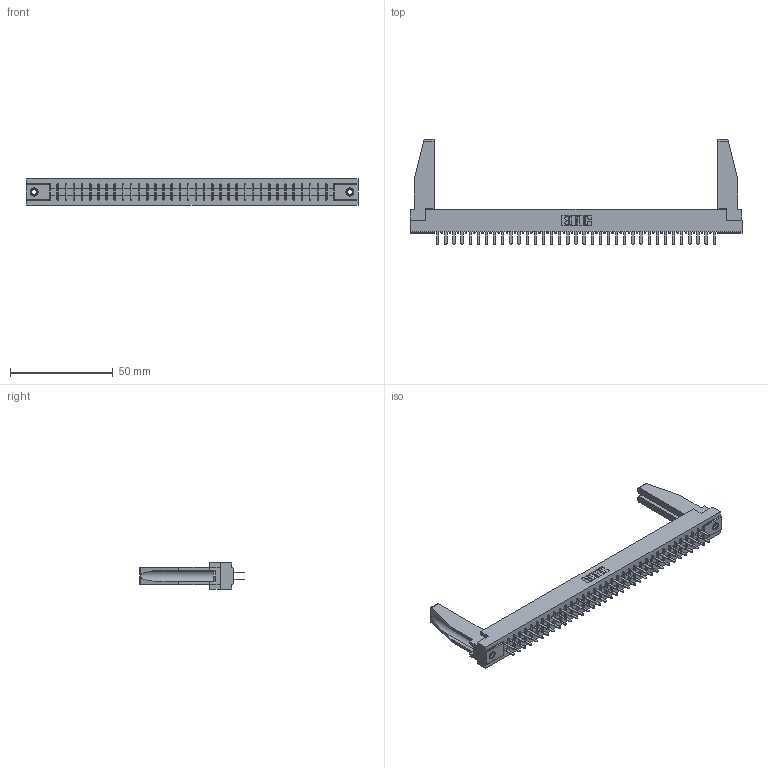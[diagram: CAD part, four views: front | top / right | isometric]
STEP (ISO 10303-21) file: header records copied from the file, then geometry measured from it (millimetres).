
FILE_DESCRIPTION (( 'STEP AP203' ), '1' );
FILE_NAME ('355-070-520-278.STEP', '2019-09-12T17:25:02', ( '' ), ( '' ), 'SwSTEP 2.0', 'SolidWorks 2016', '' );
FILE_SCHEMA (( 'CONFIG_CONTROL_DESIGN' ));
Length unit declared in the file: inch
Products named in the file (5): 305-290-001_520; 345-250-001_345-250-001-102; 307-220-078; 355-070-520-278; 305 Part_.156 Dia
Assembly tree (75 placements, depth 2):
  355-070-520-278
    305 Part_.156 Dia
    305-290-001_520  x70
    345-250-001_345-250-001-102  x2
    307-220-078  x2
Bounding box: 161.7 x 51.13 x 12.7 mm (x, y, z)
Volume: 20809 mm3; surface area: 25123.6 mm2
Topology: 75 solids, 75 shells, 3466 faces, 9851 edges, 6370 vertices
Faces by surface type: plane 2042, cylinder 1268, sphere 140, cone 12, torus 4
Entity records: 41067 total; most frequent: CARTESIAN_POINT 6801, ORIENTED_EDGE 6708, DIRECTION 6542, EDGE_CURVE 3354, LINE 2704, VECTOR 2704, VERTEX_POINT 2136, AXIS2_PLACEMENT_3D 1919
